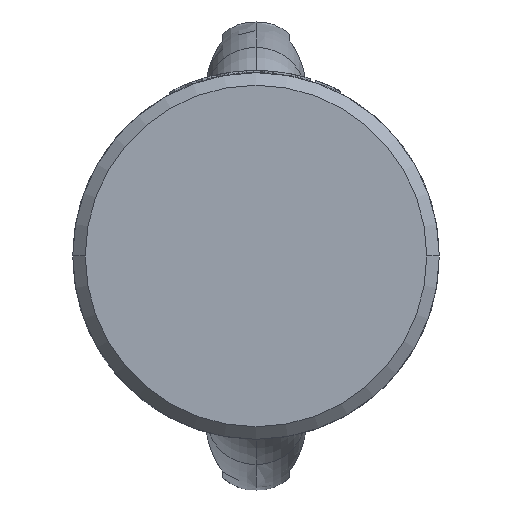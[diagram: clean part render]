
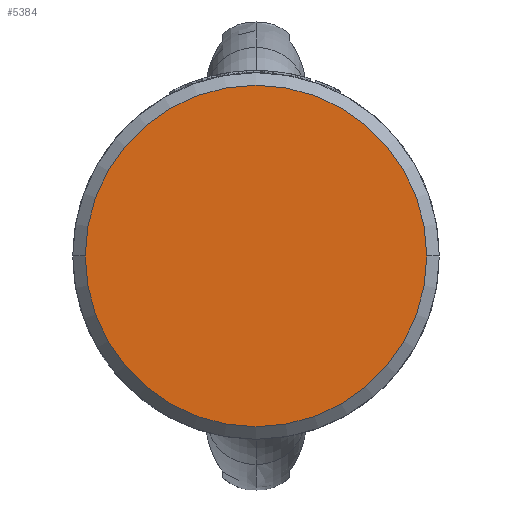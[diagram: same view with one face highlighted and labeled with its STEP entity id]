
A CAD part, front view. The second image highlights one B-rep face of the part: STEP entity #5384.
In plain terms, the highlighted planar face has unit normal (0, -1, 0).
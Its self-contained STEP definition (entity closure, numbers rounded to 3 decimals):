
#6=CARTESIAN_POINT('',(0.,0.,0.));
#7=DIRECTION('',(0.,-1.,0.));
#8=DIRECTION('',(1.,0.,0.));
#9=AXIS2_PLACEMENT_3D('',#6,#7,#8);
#4048=CARTESIAN_POINT('',(0.,0.,0.));
#4049=DIRECTION('',(0.,1.,0.));
#4050=DIRECTION('',(1.,0.,0.));
#4051=AXIS2_PLACEMENT_3D('',#4048,#4049,#4050);
#5059=CARTESIAN_POINT('',(41.,0.,0.));
#5060=CARTESIAN_POINT('',(-41.,0.,0.));
#5061=VERTEX_POINT('',#5059);
#5062=VERTEX_POINT('',#5060);
#5373=CARTESIAN_POINT('',(0.,0.,0.));
#5374=DIRECTION('',(0.,-1.,0.));
#5375=DIRECTION('',(-1.,0.,0.));
#5376=AXIS2_PLACEMENT_3D('',#5373,#5374,#5375);
#5377=PLANE('',#5376);
#5379=ORIENTED_EDGE('',*,*,#5378,.F.);
#5381=ORIENTED_EDGE('',*,*,#5380,.T.);
#5382=EDGE_LOOP('',(#5379,#5381));
#5383=FACE_OUTER_BOUND('',#5382,.F.);
#5384=ADVANCED_FACE('',(#5383),#5377,.T.);
#10=CIRCLE('',#9,41.);
#4052=CIRCLE('',#4051,41.);
#5378=EDGE_CURVE('',#5061,#5062,#10,.T.);
#5380=EDGE_CURVE('',#5061,#5062,#4052,.T.);
